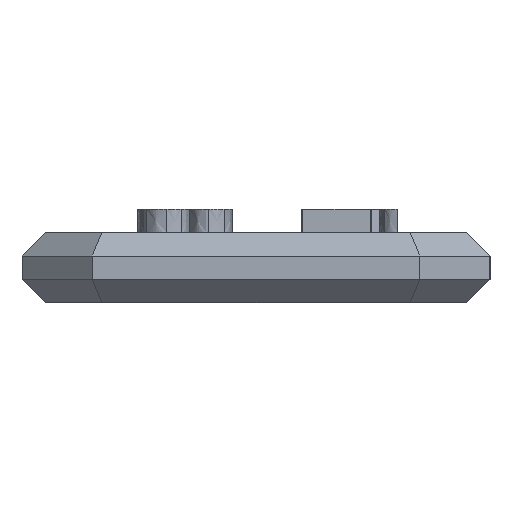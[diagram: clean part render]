
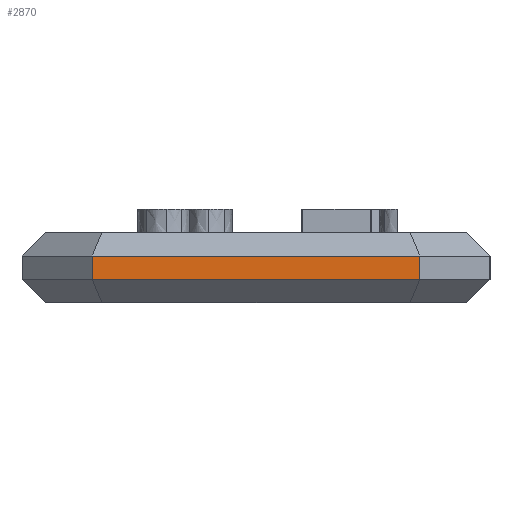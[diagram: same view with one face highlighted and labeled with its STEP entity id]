
A CAD part, left-side view. The second image highlights one B-rep face of the part: STEP entity #2870.
In plain terms, the highlighted planar face has unit normal (-1, 0, 0).
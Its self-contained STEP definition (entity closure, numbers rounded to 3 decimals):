
#2870=ADVANCED_FACE('',(#5890),#5892,.T.);
#5890=FACE_BOUND('',#5891,.T.);
#5891=EDGE_LOOP('',(#8776,#8777,#8778,#8779));
#5892=PLANE('',#5893);
#5893=AXIS2_PLACEMENT_3D('',#5894,#5895,#5896);
#5894=CARTESIAN_POINT('',(-30.,10.,0.));
#5895=DIRECTION('',(-1.,0.,0.));
#5896=DIRECTION('',(0.,-1.,0.));
#8776=ORIENTED_EDGE('',*,*,#9980,.T.);
#8777=ORIENTED_EDGE('',*,*,#10594,.T.);
#8778=ORIENTED_EDGE('',*,*,#10005,.F.);
#8779=ORIENTED_EDGE('',*,*,#10595,.F.);
#9980=EDGE_CURVE('',#11463,#11464,#11465,.T.);
#10005=EDGE_CURVE('',#11498,#11501,#11502,.T.);
#10594=EDGE_CURVE('',#11464,#11501,#12384,.T.);
#10595=EDGE_CURVE('',#11463,#11498,#12385,.T.);
#11463=VERTEX_POINT('',#14037);
#11464=VERTEX_POINT('',#14038);
#11465=LINE('',#14039,#14040);
#11498=VERTEX_POINT('',#14118);
#11501=VERTEX_POINT('',#14125);
#11502=LINE('',#14126,#14127);
#12384=LINE('',#16186,#16187);
#12385=LINE('',#16189,#16190);
#14037=CARTESIAN_POINT('',(-30.,7.,1.));
#14038=CARTESIAN_POINT('',(-30.,-7.,1.));
#14039=CARTESIAN_POINT('',(-30.,7.,1.));
#14040=VECTOR('',#14041,1.);
#14041=DIRECTION('',(0.,-1.,0.));
#14118=CARTESIAN_POINT('',(-30.,7.,2.));
#14125=CARTESIAN_POINT('',(-30.,-7.,2.));
#14126=CARTESIAN_POINT('',(-30.,7.,2.));
#14127=VECTOR('',#14128,1.);
#14128=DIRECTION('',(0.,-1.,0.));
#16186=CARTESIAN_POINT('',(-30.,-7.,1.));
#16187=VECTOR('',#16188,1.);
#16188=DIRECTION('',(0.,0.,1.));
#16189=CARTESIAN_POINT('',(-30.,7.,1.));
#16190=VECTOR('',#16191,1.);
#16191=DIRECTION('',(0.,0.,1.));
